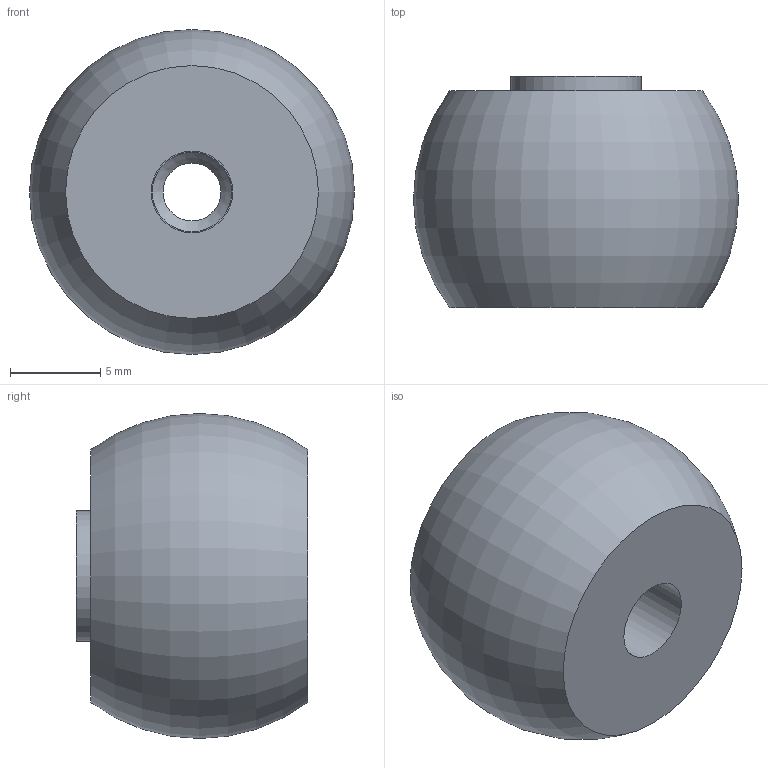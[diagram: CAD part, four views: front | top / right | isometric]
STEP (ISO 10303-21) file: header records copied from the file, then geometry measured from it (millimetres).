
FILE_DESCRIPTION(('FreeCAD Model'),'2;1');
FILE_NAME('Open CASCADE Shape Model','2025-06-03T22:38:42',(''),(''), 'Open CASCADE STEP processor 7.8','FreeCAD','Unknown');
FILE_SCHEMA(('AUTOMOTIVE_DESIGN { 1 0 10303 214 1 1 1 1 }'));
Length unit declared in the file: millimetre
Products named in the file (1): Idler
Bounding box: 18 x 12.8 x 18 mm (x, y, z)
Volume: 2545.4 mm3; surface area: 1125 mm2
Topology: 1 solids, 1 shells, 9 faces, 14 edges, 9 vertices
Faces by surface type: plane 4, cylinder 3, cone 1, revolution 1
Full cylindrical faces by diameter (mm): 3.2 x1, 4.5 x1, 7.2 x1
Entity records: 422 total; most frequent: DIRECTION 73, CARTESIAN_POINT 62, ORIENTED_EDGE 28, PCURVE 28, DEFINITIONAL_REPRESENTATION 28, LINE 24, VECTOR 24, AXIS2_PLACEMENT_3D 20
